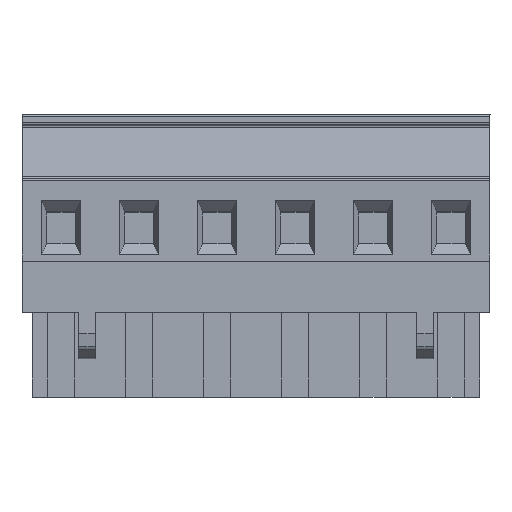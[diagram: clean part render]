
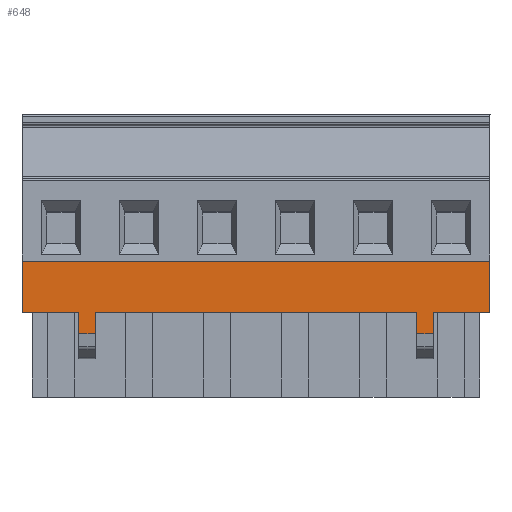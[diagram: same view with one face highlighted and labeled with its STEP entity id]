
A CAD part, top view. The second image highlights one B-rep face of the part: STEP entity #648.
In plain terms, the highlighted planar face has unit normal (0, 0, 1).
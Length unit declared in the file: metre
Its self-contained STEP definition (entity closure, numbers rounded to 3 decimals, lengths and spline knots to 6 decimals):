
#648=ADVANCED_FACE('',(#1379),#1380,.T.);
#1379=FACE_OUTER_BOUND('',#2166,.T.);
#1380=PLANE('',#2167);
#2166=EDGE_LOOP('',(#4040,#4041,#4042,#4043,#4044,#4045,#4046,#4047,#4048,#4049,#4050,#4051));
#2167=AXIS2_PLACEMENT_3D('',#4052,#4053,#4054);
#4040=ORIENTED_EDGE('',*,*,#4941,.T.);
#4041=ORIENTED_EDGE('',*,*,#4746,.T.);
#4042=ORIENTED_EDGE('',*,*,#5222,.F.);
#4043=ORIENTED_EDGE('',*,*,#5173,.F.);
#4044=ORIENTED_EDGE('',*,*,#4938,.T.);
#4045=ORIENTED_EDGE('',*,*,#4732,.F.);
#4046=ORIENTED_EDGE('',*,*,#5132,.F.);
#4047=ORIENTED_EDGE('',*,*,#4532,.T.);
#4048=ORIENTED_EDGE('',*,*,#4944,.T.);
#4049=ORIENTED_EDGE('',*,*,#4671,.T.);
#4050=ORIENTED_EDGE('',*,*,#4775,.T.);
#4051=ORIENTED_EDGE('',*,*,#5223,.F.);
#4052=CARTESIAN_POINT('',(0.0,0.000044,0.0));
#4053=DIRECTION('',(0.0,0.0,1.0));
#4054=DIRECTION('',(1.0,0.0,0.0));
#4532=EDGE_CURVE('',#5402,#5400,#5403,.T.);
#4671=EDGE_CURVE('',#5626,#5642,#5644,.T.);
#4732=EDGE_CURVE('',#5749,#5704,#5751,.T.);
#4746=EDGE_CURVE('',#5757,#5773,#5775,.T.);
#4775=EDGE_CURVE('',#5642,#5817,#5819,.T.);
#4938=EDGE_CURVE('',#6068,#5704,#6069,.T.);
#4941=EDGE_CURVE('',#6073,#5757,#6074,.T.);
#4944=EDGE_CURVE('',#5400,#5626,#6078,.T.);
#5132=EDGE_CURVE('',#5402,#5749,#6335,.T.);
#5173=EDGE_CURVE('',#6068,#6379,#6380,.T.);
#5222=EDGE_CURVE('',#6379,#5773,#6432,.T.);
#5223=EDGE_CURVE('',#6073,#5817,#6433,.T.);
#5400=VERTEX_POINT('',#6648);
#5402=VERTEX_POINT('',#6651);
#5403=LINE('',#6652,#6653);
#5626=VERTEX_POINT('',#6991);
#5642=VERTEX_POINT('',#7011);
#5644=LINE('',#7014,#7015);
#5704=VERTEX_POINT('',#7100);
#5749=VERTEX_POINT('',#7154);
#5751=LINE('',#7157,#7158);
#5757=VERTEX_POINT('',#7166);
#5773=VERTEX_POINT('',#7186);
#5775=LINE('',#7189,#7190);
#5817=VERTEX_POINT('',#7251);
#5819=LINE('',#7254,#7255);
#6068=VERTEX_POINT('',#7603);
#6069=LINE('',#7604,#7605);
#6073=VERTEX_POINT('',#7611);
#6074=LINE('',#7612,#7613);
#6078=LINE('',#7619,#7620);
#6335=LINE('',#7969,#7970);
#6379=VERTEX_POINT('',#8034);
#6380=LINE('',#8035,#8036);
#6432=LINE('',#8104,#8105);
#6433=LINE('',#8106,#8107);
#6648=CARTESIAN_POINT('',(0.0,0.,0.0));
#6651=CARTESIAN_POINT('',(0.,0.005,0.0));
#6652=CARTESIAN_POINT('',(0.0,0.000044,0.0));
#6653=VECTOR('',#8276,1.0);
#6991=CARTESIAN_POINT('',(0.00555,0.,0.0));
#7011=CARTESIAN_POINT('',(0.00555,-0.002108,0.0));
#7014=CARTESIAN_POINT('',(0.00555,-0.015851,0.0));
#7015=VECTOR('',#8422,1.0);
#7100=CARTESIAN_POINT('',(0.04572,0.,0.0));
#7154=CARTESIAN_POINT('',(0.04572,0.005,0.0));
#7157=CARTESIAN_POINT('',(0.04572,0.000044,0.0));
#7158=VECTOR('',#8515,1.0);
#7166=CARTESIAN_POINT('',(0.03857,0.,0.0));
#7186=CARTESIAN_POINT('',(0.03857,-0.002108,0.0));
#7189=CARTESIAN_POINT('',(0.03857,-0.00323,0.0));
#7190=VECTOR('',#8535,1.0);
#7251=CARTESIAN_POINT('',(0.00715,-0.002108,0.0));
#7254=CARTESIAN_POINT('',(0.00384,-0.002108,0.0));
#7255=VECTOR('',#8559,1.0);
#7603=CARTESIAN_POINT('',(0.04017,0.,0.0));
#7604=CARTESIAN_POINT('',(-0.02286,0.,0.0));
#7605=VECTOR('',#8740,1.0);
#7611=CARTESIAN_POINT('',(0.00715,0.,0.0));
#7612=CARTESIAN_POINT('',(0.0,0.,0.0));
#7613=VECTOR('',#8743,1.0);
#7619=CARTESIAN_POINT('',(0.0,0.,0.0));
#7620=VECTOR('',#8746,1.0);
#7969=CARTESIAN_POINT('',(0.,0.005,0.0));
#7970=VECTOR('',#8944,1.0);
#8034=CARTESIAN_POINT('',(0.04017,-0.002108,0.0));
#8035=CARTESIAN_POINT('',(0.04017,-0.015851,0.0));
#8036=VECTOR('',#8971,1.0);
#8104=CARTESIAN_POINT('',(0.04188,-0.002108,0.0));
#8105=VECTOR('',#9000,1.0);
#8106=CARTESIAN_POINT('',(0.00715,-0.00323,0.0));
#8107=VECTOR('',#9001,1.0);
#8276=DIRECTION('',(0.,-1.,0.0));
#8422=DIRECTION('',(0.,-1.0,0.));
#8515=DIRECTION('',(0.,-1.,0.0));
#8535=DIRECTION('',(0.,-1.0,0.));
#8559=DIRECTION('',(1.0,0.,0.));
#8740=DIRECTION('',(1.0,0.,0.0));
#8743=DIRECTION('',(1.0,0.,0.0));
#8746=DIRECTION('',(1.0,0.,0.0));
#8944=DIRECTION('',(1.0,0.,0.0));
#8971=DIRECTION('',(0.,-1.0,0.));
#9000=DIRECTION('',(-1.0,0.,0.));
#9001=DIRECTION('',(0.,-1.0,0.));
